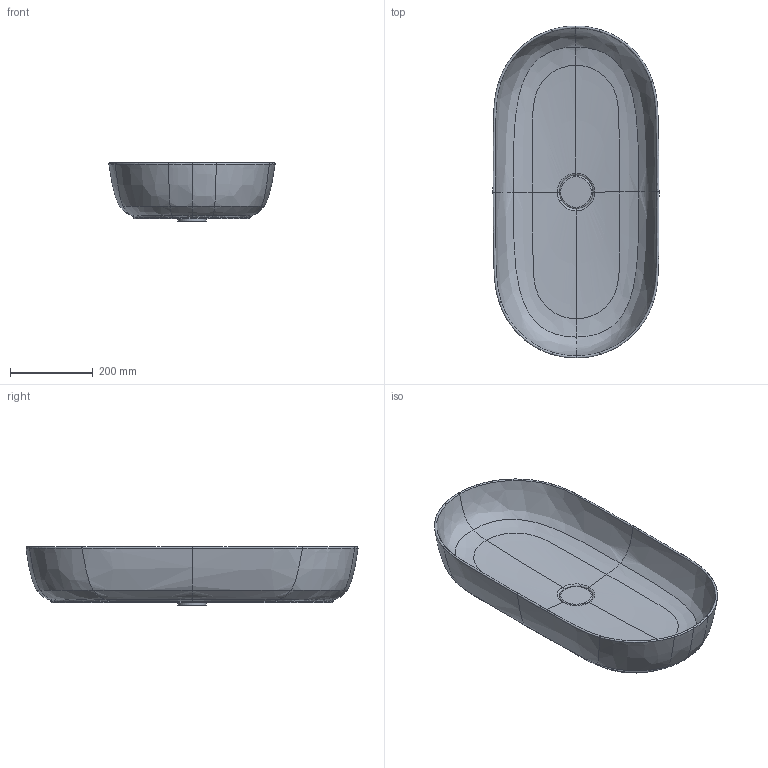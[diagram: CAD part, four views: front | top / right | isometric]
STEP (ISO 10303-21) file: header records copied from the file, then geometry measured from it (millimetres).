
FILE_DESCRIPTION((''),'2;1');
FILE_NAME('037980.stp','2017-06-20T14:06:26',('Administrator'),(''),'Autodesk Inventor 2011','Autodesk Inventor 2011','');
FILE_SCHEMA(('CONFIG_CONTROL_DESIGN'));
Length unit declared in the file: millimetre
Products named in the file (3): 037980; Kelch_Stopfen LUV Bgr
Assembly tree (2 placements, depth 2):
  037980
    037980
    Kelch_Stopfen LUV Bgr
Bounding box: 400.07 x 800.07 x 140.32 mm (x, y, z)
Volume: 8043710.2 mm3; surface area: 921894.2 mm2
Topology: 3 solids, 3 shells, 169 faces, 369 edges, 209 vertices
Faces by surface type: bspline 132, plane 15, cylinder 10, torus 8, cone 4
Full cylindrical faces by diameter (mm): 30.452 x1, 36.282 x1, 42.677 x1, 45.31 x1, 46 x1, 68.6 x1, 80.103 x1, 81 x1
Entity records: 59876 total; most frequent: CARTESIAN_POINT 56886, ORIENTED_EDGE 694, EDGE_CURVE 347, DIRECTION 258, B_SPLINE_CURVE_WITH_KNOTS 240, VERTEX_POINT 207, EDGE_LOOP 196, STYLED_ITEM 172
